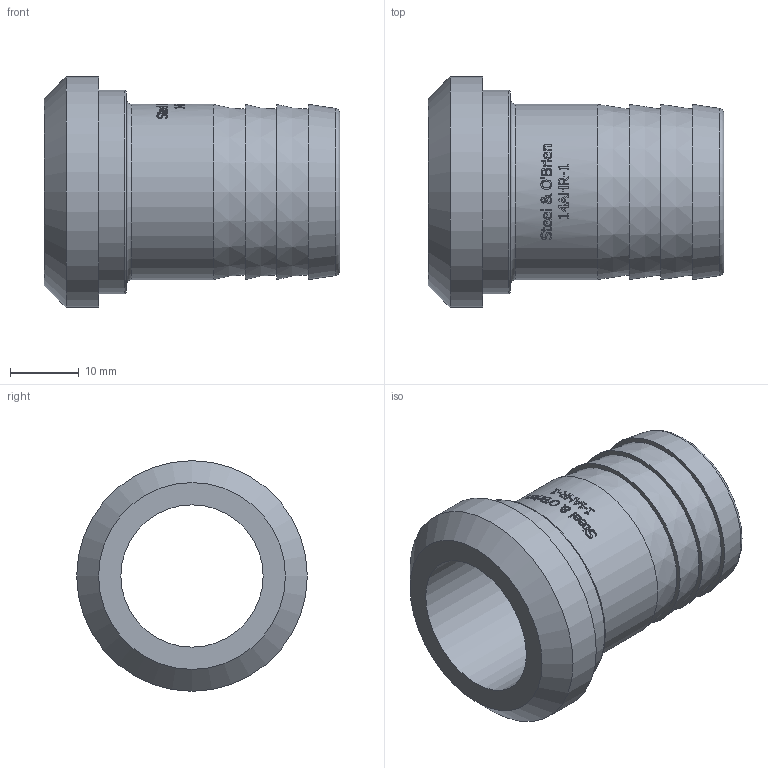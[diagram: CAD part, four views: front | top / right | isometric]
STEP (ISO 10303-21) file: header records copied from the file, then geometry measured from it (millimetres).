
FILE_DESCRIPTION(/* description */ (''),/* implementation_level */ '2;1');
FILE_NAME(/* name */ '14AHR-1.stp',/* time_stamp */ '2021-08-30T15:06:59-04:00',/* author */ ('rick'),/* organization */ (''),/* preprocessor_version */ 'ST-DEVELOPER v18',/* originating_system */ 'Autodesk Inventor 2020',/* authorisation */ '');
FILE_SCHEMA (('AUTOMOTIVE_DESIGN { 1 0 10303 214 3 1 1 }'));
Length unit declared in the file: inch
Products named in the file (1): 14AHR-1
Bounding box: 42.85 x 33.43 x 33.43 mm (x, y, z)
Volume: 10049.4 mm3; surface area: 7349.2 mm2
Topology: 1 solids, 1 shells, 332 faces, 897 edges, 604 vertices
Faces by surface type: plane 159, bspline 128, cylinder 36, cone 5, torus 4
Full cylindrical faces by diameter (mm): 20.625 x1, 25.4 x1, 29.515 x1, 33.426 x1
Entity records: 13299 total; most frequent: CARTESIAN_POINT 5499, ORIENTED_EDGE 1794, DIRECTION 1279, EDGE_CURVE 897, VERTEX_POINT 604, AXIS2_PLACEMENT_3D 433, LINE 413, VECTOR 413
